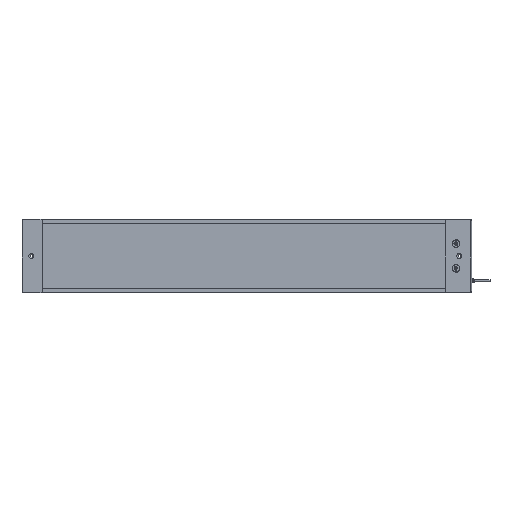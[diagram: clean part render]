
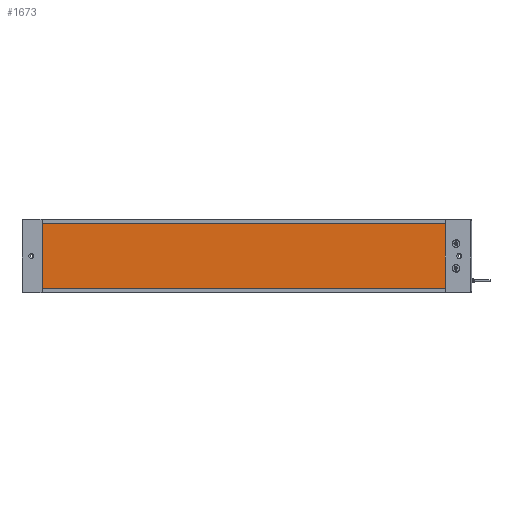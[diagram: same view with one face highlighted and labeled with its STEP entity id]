
A CAD part, top view. The second image highlights one B-rep face of the part: STEP entity #1673.
In plain terms, the highlighted planar face has unit normal (0, 0, 1).
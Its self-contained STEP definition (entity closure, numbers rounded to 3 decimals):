
#967=CARTESIAN_POINT('',(32.5,-53.,9.));
#968=VERTEX_POINT('',#967);
#969=CARTESIAN_POINT('',(32.5,53.,9.));
#970=VERTEX_POINT('',#969);
#971=CARTESIAN_POINT('',(32.5,-53.,9.));
#972=DIRECTION('',(0.0,1.0,0.0));
#973=VECTOR('',#972,106.0);
#974=LINE('',#971,#973);
#975=EDGE_CURVE('',#968,#970,#974,.T.);
#1631=CARTESIAN_POINT('',(687.5,53.,9.));
#1632=VERTEX_POINT('',#1631);
#1633=CARTESIAN_POINT('',(32.5,53.,9.));
#1634=DIRECTION('',(1.0,0.0,0.0));
#1635=VECTOR('',#1634,655.);
#1636=LINE('',#1633,#1635);
#1637=EDGE_CURVE('',#970,#1632,#1636,.T.);
#1650=CARTESIAN_POINT('',(972.0,7.,9.));
#1651=DIRECTION('',(0.0,0.0,1.0));
#1652=DIRECTION('',(1.0,0.0,0.0));
#1653=AXIS2_PLACEMENT_3D('',#1650,#1651,#1652);
#1654=PLANE('',#1653);
#1655=CARTESIAN_POINT('',(687.5,-53.,9.));
#1656=VERTEX_POINT('',#1655);
#1657=CARTESIAN_POINT('',(32.5,-53.,9.));
#1658=DIRECTION('',(1.0,0.0,0.0));
#1659=VECTOR('',#1658,655.);
#1660=LINE('',#1657,#1659);
#1661=EDGE_CURVE('',#968,#1656,#1660,.T.);
#1662=ORIENTED_EDGE('',*,*,#1661,.T.);
#1663=CARTESIAN_POINT('',(687.5,53.,9.));
#1664=DIRECTION('',(0.0,-1.0,0.0));
#1665=VECTOR('',#1664,106.0);
#1666=LINE('',#1663,#1665);
#1667=EDGE_CURVE('',#1632,#1656,#1666,.T.);
#1668=ORIENTED_EDGE('',*,*,#1667,.F.);
#1669=ORIENTED_EDGE('',*,*,#1637,.F.);
#1670=ORIENTED_EDGE('',*,*,#975,.F.);
#1671=EDGE_LOOP('',(#1662,#1668,#1669,#1670));
#1672=FACE_OUTER_BOUND('',#1671,.T.);
#1673=ADVANCED_FACE('',(#1672),#1654,.T.);
